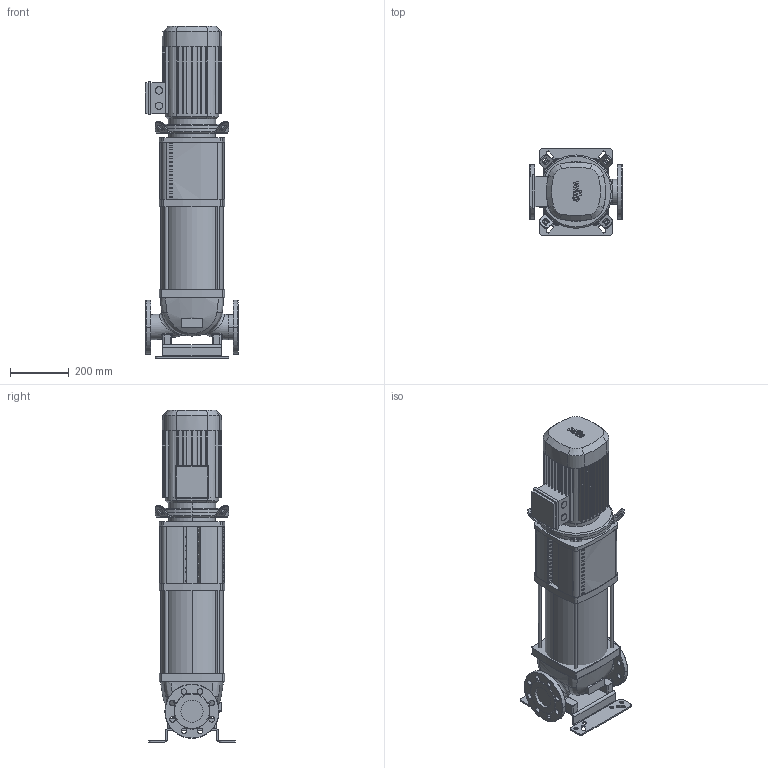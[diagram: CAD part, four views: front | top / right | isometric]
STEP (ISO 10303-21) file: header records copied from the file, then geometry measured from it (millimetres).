
FILE_DESCRIPTION((''),'2;1');
FILE_NAME('3d_HELIXV3603_2-2_25_V-4150750.stp','2016-08-24T09:10:19',(''),(''),'Mechanical Desktop 2009','Mechanical Desktop 2009',', , ');
FILE_SCHEMA(('CONFIG_CONTROL_DESIGN'));
Length unit declared in the file: millimetre
Products named in the file (1): Product
Bounding box: 320 x 296 x 1133.2 mm (x, y, z)
Volume: 36007279.5 mm3; surface area: 2123939.8 mm2
Topology: 18 solids, 18 shells, 1096 faces, 2954 edges, 1921 vertices
Faces by surface type: bspline 455, plane 348, cylinder 221, torus 40, cone 32
Entity records: 40002 total; most frequent: CARTESIAN_POINT 12807, ORIENTED_EDGE 5908, DIRECTION 5069, EDGE_CURVE 2954, VERTEX_POINT 1921, VECTOR 1855, LINE 1855, AXIS2_PLACEMENT_3D 1607
